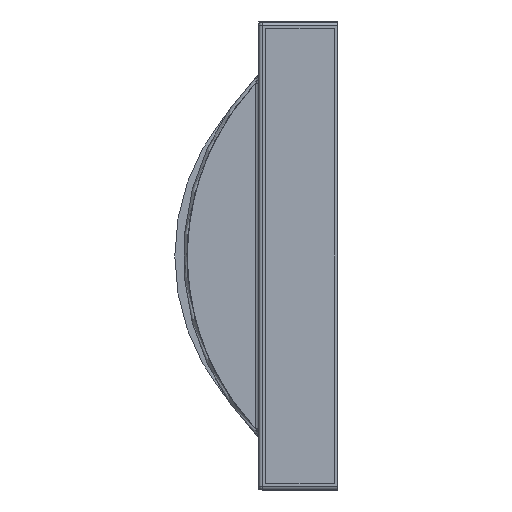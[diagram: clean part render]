
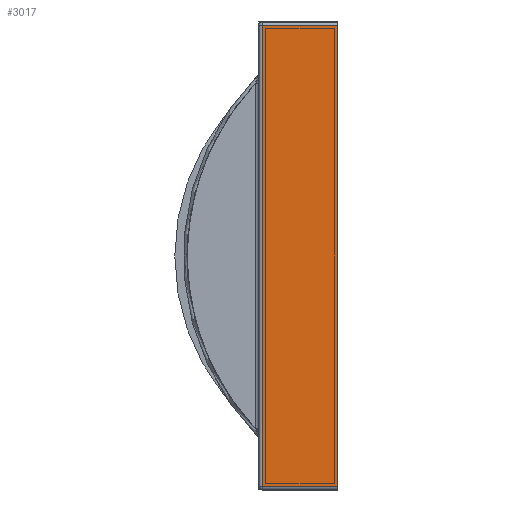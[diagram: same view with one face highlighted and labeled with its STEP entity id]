
A CAD part, left-side view. The second image highlights one B-rep face of the part: STEP entity #3017.
In plain terms, the highlighted planar face has unit normal (-1, 0, 0).
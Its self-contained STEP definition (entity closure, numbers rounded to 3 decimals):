
#80 = CARTESIAN_POINT ( 'NONE',  ( -319.5, 21.5, -66. ) ) ;
#251 = ORIENTED_EDGE ( 'NONE', *, *, #5444, .T. ) ;
#358 = ORIENTED_EDGE ( 'NONE', *, *, #5496, .T. ) ;
#483 = ORIENTED_EDGE ( 'NONE', *, *, #5559, .T. ) ;
#644 = ORIENTED_EDGE ( 'NONE', *, *, #5307, .T. ) ;
#767 = VECTOR ( 'NONE', #10910, 1000. ) ;
#2722 = AXIS2_PLACEMENT_3D ( 'NONE', #9036, #7403, #7246 ) ;
#2828 = LINE ( 'NONE', #11663, #9697 ) ;
#3017 = ADVANCED_FACE ( 'NONE', ( #8855 ), #7360, .F. ) ;
#3117 = EDGE_LOOP ( 'NONE', ( #251, #358, #483, #644 ) ) ;
#3451 = LINE ( 'NONE', #10953, #767 ) ;
#4459 = VERTEX_POINT ( 'NONE', #11821 ) ;
#4756 = CARTESIAN_POINT ( 'NONE',  ( -319.5, 0., 66. ) ) ;
#5277 = VECTOR ( 'NONE', #12086, 1000. ) ;
#5307 = EDGE_CURVE ( 'NONE', #4459, #8670, #2828, .T. ) ;
#5444 = EDGE_CURVE ( 'NONE', #8670, #12152, #7869, .T. ) ;
#5496 = EDGE_CURVE ( 'NONE', #12152, #11454, #12299, .T. ) ;
#5559 = EDGE_CURVE ( 'NONE', #11454, #4459, #3451, .T. ) ;
#6924 = VECTOR ( 'NONE', #11571, 1000. ) ;
#7246 = DIRECTION ( 'NONE',  ( 0., 0., -1. ) ) ;
#7360 = PLANE ( 'NONE',  #2722 ) ;
#7403 = DIRECTION ( 'NONE',  ( 1., 0., 0. ) ) ;
#7704 = CARTESIAN_POINT ( 'NONE',  ( -319.5, 21.5, 66. ) ) ;
#7869 = LINE ( 'NONE', #12125, #5277 ) ;
#8670 = VERTEX_POINT ( 'NONE', #4756 ) ;
#8855 = FACE_OUTER_BOUND ( 'NONE', #3117, .T. ) ;
#9036 = CARTESIAN_POINT ( 'NONE',  ( -319.5, 0., 0. ) ) ;
#9697 = VECTOR ( 'NONE', #11755, 1000. ) ;
#10910 = DIRECTION ( 'NONE',  ( 0., -1., 0. ) ) ;
#10953 = CARTESIAN_POINT ( 'NONE',  ( -319.5, 0., -66. ) ) ;
#11454 = VERTEX_POINT ( 'NONE', #80 ) ;
#11571 = DIRECTION ( 'NONE',  ( 0., 0., -1. ) ) ;
#11598 = CARTESIAN_POINT ( 'NONE',  ( -319.5, 21.5, 0. ) ) ;
#11663 = CARTESIAN_POINT ( 'NONE',  ( -319.5, 0., 67. ) ) ;
#11755 = DIRECTION ( 'NONE',  ( 0., 0., 1. ) ) ;
#11821 = CARTESIAN_POINT ( 'NONE',  ( -319.5, 0., -66. ) ) ;
#12086 = DIRECTION ( 'NONE',  ( 0., 1., 0. ) ) ;
#12125 = CARTESIAN_POINT ( 'NONE',  ( -319.5, 0., 66. ) ) ;
#12152 = VERTEX_POINT ( 'NONE', #7704 ) ;
#12299 = LINE ( 'NONE', #11598, #6924 ) ;
